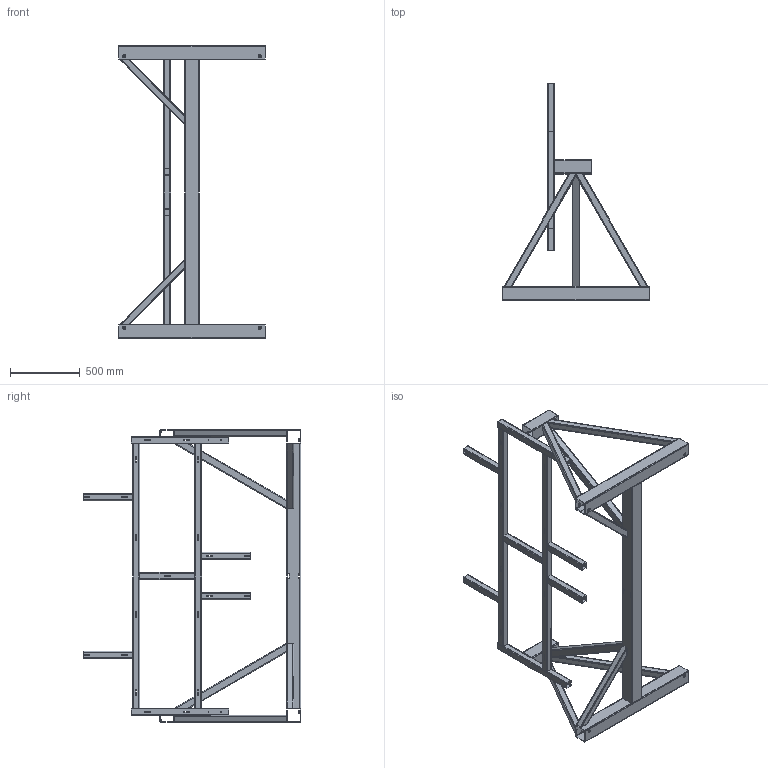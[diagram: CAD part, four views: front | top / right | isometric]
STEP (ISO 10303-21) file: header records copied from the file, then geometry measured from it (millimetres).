
FILE_DESCRIPTION (( 'STEP AP214' ), '1' );
FILE_NAME ('D1201333-v1.STEP', '2012-11-30T20:17:29', ( 'ligo' ), ( 'Microsoft' ), 'SwSTEP 2.0', 'SolidWorks 2012', '' );
FILE_SCHEMA (( 'AUTOMOTIVE_DESIGN' ));
Products named in the file (12): Part9^D1201333 aLIGO Pcal Tooling, Periscope Pre-Alignment Support Weldment; Part8^D1201333 aLIGO Pcal Tooling, Periscope Pre-Alignment Support Weldment; Part7^D1201333 aLIGO Pcal Tooling, Periscope Pre-Alignment Support Weldment; Part6^D1201333 aLIGO Pcal Tooling, Periscope Pre-Alignment Support Weldment; Part3^D1201333 aLIGO Pcal Tooling, Periscope Pre-Alignment Support Weldment; Part2^D1201333 aLIGO Pcal Tooling, Periscope Pre-Alignment Support Weldment; Part5^D1201333 aLIGO Pcal Tooling, Periscope Pre-Alignment Support Weldment; Part4^D1201333 aLIGO Pcal Tooling, Periscope Pre-Alignment Support Weldment; Part1^D1201333 aLIGO Pcal Tooling, Periscope Pre-Alignment Support Weldment; Part0.1^D1201333 aLIGO Pcal Tooling, Periscope Pre-Alignment Support Weldment; Part0.2^D1201333 aLIGO Pcal Tooling, Periscope Pre-Alignment Support Weldment; D1201333-v1
Assembly tree (14 placements, depth 2):
  D1201333-v1
    Part0.2^D1201333 aLIGO Pcal Tooling, Periscope Pre-Alignment Support Weldment
    Part0.1^D1201333 aLIGO Pcal Tooling, Periscope Pre-Alignment Support Weldment
    Part1^D1201333 aLIGO Pcal Tooling, Periscope Pre-Alignment Support Weldment
    Part4^D1201333 aLIGO Pcal Tooling, Periscope Pre-Alignment Support Weldment  x2
    Part5^D1201333 aLIGO Pcal Tooling, Periscope Pre-Alignment Support Weldment  x2
    Part2^D1201333 aLIGO Pcal Tooling, Periscope Pre-Alignment Support Weldment
    Part3^D1201333 aLIGO Pcal Tooling, Periscope Pre-Alignment Support Weldment
    Part6^D1201333 aLIGO Pcal Tooling, Periscope Pre-Alignment Support Weldment
    Part7^D1201333 aLIGO Pcal Tooling, Periscope Pre-Alignment Support Weldment
    Part8^D1201333 aLIGO Pcal Tooling, Periscope Pre-Alignment Support Weldment
    Part9^D1201333 aLIGO Pcal Tooling, Periscope Pre-Alignment Support Weldment  x2
Bounding box: 1054.1 x 1564.54 x 2103.12 mm (x, y, z)
Volume: 13654688.2 mm3; surface area: 8655033 mm2
Topology: 32 solids, 32 shells, 1240 faces, 3402 edges, 2220 vertices
Faces by surface type: cylinder 556, plane 542, cone 122, bspline 20
Entity records: 45575 total; most frequent: CARTESIAN_POINT 16226, ORIENTED_EDGE 6384, DIRECTION 5564, EDGE_CURVE 3192, VERTEX_POINT 2080, AXIS2_PLACEMENT_3D 1954, LINE 1656, VECTOR 1656
